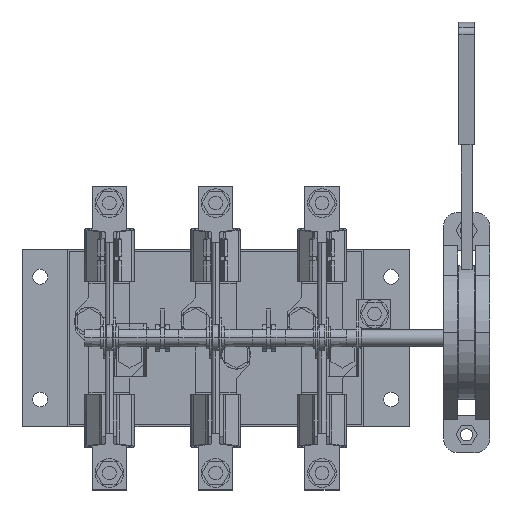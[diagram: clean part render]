
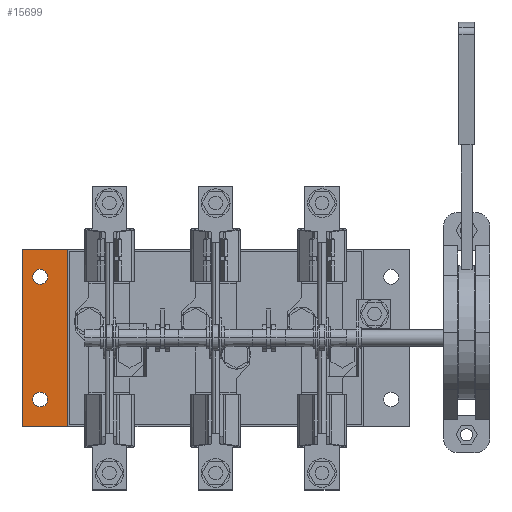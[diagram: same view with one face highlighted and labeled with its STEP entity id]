
A CAD part, top view. The second image highlights one B-rep face of the part: STEP entity #15699.
In plain terms, the highlighted planar face has unit normal (0, 0, 1).
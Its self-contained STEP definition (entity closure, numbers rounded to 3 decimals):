
#541 = ORIENTED_EDGE ( 'NONE', *, *, #13305, .F. ) ;
#703 = CARTESIAN_POINT ( 'NONE',  ( -108.5, 65., 1.5 ) ) ;
#1386 = ORIENTED_EDGE ( 'NONE', *, *, #18494, .F. ) ;
#2774 = CIRCLE ( 'NONE', #38516, 5.5 ) ;
#3837 = ORIENTED_EDGE ( 'NONE', *, *, #31520, .F. ) ;
#4017 = VECTOR ( 'NONE', #4366, 1000. ) ;
#4366 = DIRECTION ( 'NONE',  ( 1., 0., 0. ) ) ;
#6929 = ORIENTED_EDGE ( 'NONE', *, *, #12742, .F. ) ;
#8772 = DIRECTION ( 'NONE',  ( 0., 0., 1. ) ) ;
#8825 = CARTESIAN_POINT ( 'NONE',  ( -134.25, 45., 1.5 ) ) ;
#9093 = CIRCLE ( 'NONE', #31280, 5.5 ) ;
#10141 = VECTOR ( 'NONE', #16525, 1000. ) ;
#10719 = ORIENTED_EDGE ( 'NONE', *, *, #37411, .F. ) ;
#10838 = CARTESIAN_POINT ( 'NONE',  ( -142., -65., 1.5 ) ) ;
#11768 = CIRCLE ( 'NONE', #17966, 5.5 ) ;
#12219 = LINE ( 'NONE', #30589, #29929 ) ;
#12231 = ORIENTED_EDGE ( 'NONE', *, *, #33792, .F. ) ;
#12742 = EDGE_CURVE ( 'NONE', #41926, #43668, #45428, .T. ) ;
#13095 = EDGE_CURVE ( 'NONE', #27884, #22523, #2774, .T. ) ;
#13305 = EDGE_CURVE ( 'NONE', #37857, #34858, #11768, .T. ) ;
#13533 = CIRCLE ( 'NONE', #19856, 5.5 ) ;
#13897 = CARTESIAN_POINT ( 'NONE',  ( -108.5, 65., 1.5 ) ) ;
#15699 = ADVANCED_FACE ( 'NONE', ( #30330, #24891, #16597 ), #17665, .T. ) ;
#16525 = DIRECTION ( 'NONE',  ( 0., 1., 0. ) ) ;
#16597 = FACE_OUTER_BOUND ( 'NONE', #18572, .T. ) ;
#16631 = DIRECTION ( 'NONE',  ( 0., -1., 0. ) ) ;
#16738 = DIRECTION ( 'NONE',  ( 0., 0., 1. ) ) ;
#16899 = AXIS2_PLACEMENT_3D ( 'NONE', #35142, #45387, #42165 ) ;
#17288 = DIRECTION ( 'NONE',  ( -1., 0., 0. ) ) ;
#17493 = EDGE_CURVE ( 'NONE', #22523, #27884, #9093, .T. ) ;
#17665 = PLANE ( 'NONE',  #16899 ) ;
#17966 = AXIS2_PLACEMENT_3D ( 'NONE', #21073, #45574, #24670 ) ;
#18494 = EDGE_CURVE ( 'NONE', #34858, #37857, #13533, .T. ) ;
#18572 = EDGE_LOOP ( 'NONE', ( #3837, #6929, #10719, #12231 ) ) ;
#19575 = CARTESIAN_POINT ( 'NONE',  ( -108.5, -65., 1.5 ) ) ;
#19856 = AXIS2_PLACEMENT_3D ( 'NONE', #37714, #16738, #41226 ) ;
#20570 = VECTOR ( 'NONE', #17288, 1000. ) ;
#20684 = CARTESIAN_POINT ( 'NONE',  ( -128.75, -45., 1.5 ) ) ;
#21073 = CARTESIAN_POINT ( 'NONE',  ( -128.75, 45., 1.5 ) ) ;
#22523 = VERTEX_POINT ( 'NONE', #30041 ) ;
#22881 = CARTESIAN_POINT ( 'NONE',  ( -123.25, -45., 1.5 ) ) ;
#23037 = LINE ( 'NONE', #703, #4017 ) ;
#24290 = DIRECTION ( 'NONE',  ( -1., 0., 0. ) ) ;
#24670 = DIRECTION ( 'NONE',  ( 1., 0., 0. ) ) ;
#24891 = FACE_BOUND ( 'NONE', #33325, .T. ) ;
#26064 = VERTEX_POINT ( 'NONE', #13897 ) ;
#26675 = VERTEX_POINT ( 'NONE', #19575 ) ;
#27884 = VERTEX_POINT ( 'NONE', #22881 ) ;
#29929 = VECTOR ( 'NONE', #16631, 1000. ) ;
#30004 = CARTESIAN_POINT ( 'NONE',  ( -128.75, -45., 1.5 ) ) ;
#30041 = CARTESIAN_POINT ( 'NONE',  ( -134.25, -45., 1.5 ) ) ;
#30330 = FACE_BOUND ( 'NONE', #37171, .T. ) ;
#30589 = CARTESIAN_POINT ( 'NONE',  ( -108.5, 65., 1.5 ) ) ;
#31280 = AXIS2_PLACEMENT_3D ( 'NONE', #20684, #45193, #24290 ) ;
#31520 = EDGE_CURVE ( 'NONE', #43668, #26064, #23037, .T. ) ;
#33325 = EDGE_LOOP ( 'NONE', ( #541, #1386 ) ) ;
#33531 = DIRECTION ( 'NONE',  ( -1., 0., 0. ) ) ;
#33792 = EDGE_CURVE ( 'NONE', #26064, #26675, #12219, .T. ) ;
#34858 = VERTEX_POINT ( 'NONE', #8825 ) ;
#35142 = CARTESIAN_POINT ( 'NONE',  ( 0., 0., 1.5 ) ) ;
#36141 = ORIENTED_EDGE ( 'NONE', *, *, #17493, .F. ) ;
#37171 = EDGE_LOOP ( 'NONE', ( #45818, #36141 ) ) ;
#37411 = EDGE_CURVE ( 'NONE', #26675, #41926, #39207, .T. ) ;
#37521 = CARTESIAN_POINT ( 'NONE',  ( -142., 65., 1.5 ) ) ;
#37714 = CARTESIAN_POINT ( 'NONE',  ( -128.75, 45., 1.5 ) ) ;
#37857 = VERTEX_POINT ( 'NONE', #41672 ) ;
#38516 = AXIS2_PLACEMENT_3D ( 'NONE', #30004, #8772, #33531 ) ;
#39207 = LINE ( 'NONE', #45311, #20570 ) ;
#41226 = DIRECTION ( 'NONE',  ( 1., 0., 0. ) ) ;
#41672 = CARTESIAN_POINT ( 'NONE',  ( -123.25, 45., 1.5 ) ) ;
#41818 = CARTESIAN_POINT ( 'NONE',  ( -142., 65., 1.5 ) ) ;
#41926 = VERTEX_POINT ( 'NONE', #10838 ) ;
#42165 = DIRECTION ( 'NONE',  ( 1., 0., 0. ) ) ;
#43668 = VERTEX_POINT ( 'NONE', #41818 ) ;
#45193 = DIRECTION ( 'NONE',  ( 0., 0., 1. ) ) ;
#45311 = CARTESIAN_POINT ( 'NONE',  ( -108.5, -65., 1.5 ) ) ;
#45387 = DIRECTION ( 'NONE',  ( 0., 0., 1. ) ) ;
#45428 = LINE ( 'NONE', #37521, #10141 ) ;
#45574 = DIRECTION ( 'NONE',  ( 0., 0., 1. ) ) ;
#45818 = ORIENTED_EDGE ( 'NONE', *, *, #13095, .F. ) ;
